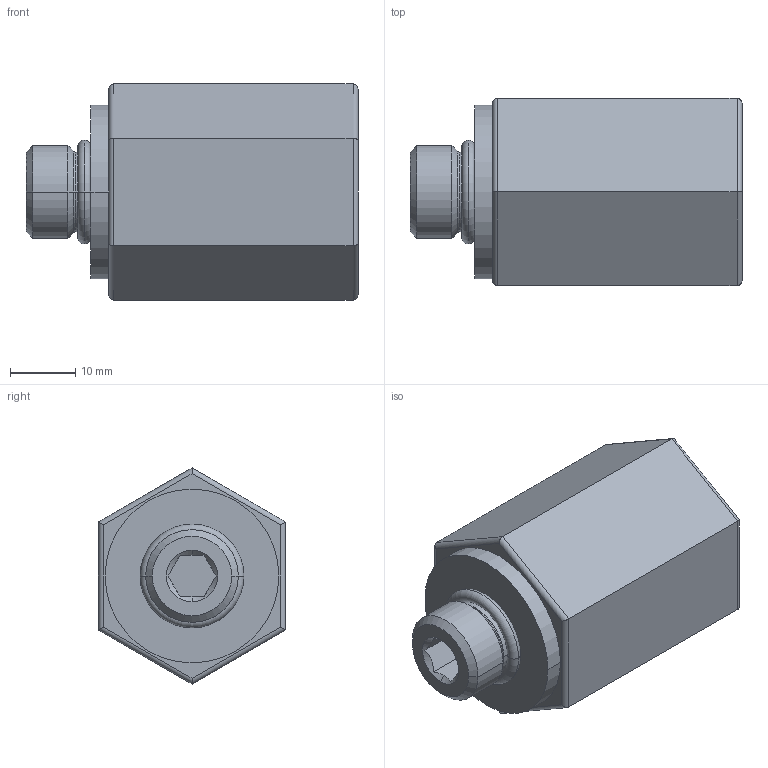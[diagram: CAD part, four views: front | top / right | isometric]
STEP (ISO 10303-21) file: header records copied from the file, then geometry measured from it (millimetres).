
FILE_DESCRIPTION((''),'2;1');
FILE_NAME('ILC70040710','2023-03-10T09:29:51',('rkuestersteffen'),(''),'CREO PARAMETRIC BY PTC INC, 2021164','CREO PARAMETRIC BY PTC INC, 2021164','');
FILE_SCHEMA(('AUTOMOTIVE_DESIGN { 1 0 10303 214 1 1 1 1 }'));
Length unit declared in the file: inch
Products named in the file (1): ILC70040710
Bounding box: 50.72 x 28.57 x 33 mm (x, y, z)
Surface area: 8267.1 mm2 (no closed solid volume)
Topology: 0 solids, 5 shells, 62 faces, 142 edges, 86 vertices
Faces by surface type: cylinder 24, plane 18, cone 14, torus 6
Entity records: 2231 total; most frequent: CARTESIAN_POINT 513, DIRECTION 314, ORIENTED_EDGE 272, EDGE_CURVE 142, AXIS2_PLACEMENT_3D 124, VERTEX_POINT 86, EDGE_LOOP 66, VECTOR 63
